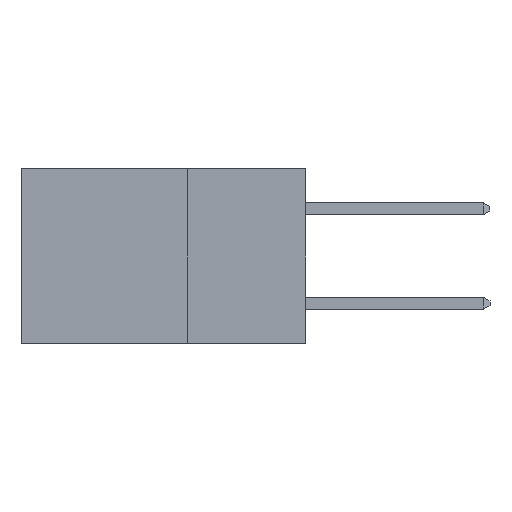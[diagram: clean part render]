
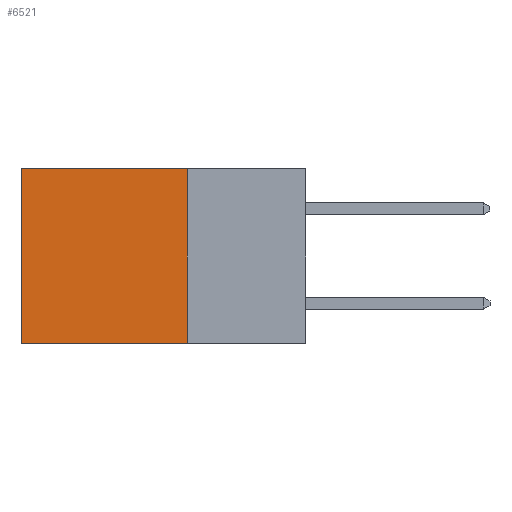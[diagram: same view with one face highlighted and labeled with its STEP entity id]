
A CAD part, left-side view. The second image highlights one B-rep face of the part: STEP entity #6521.
In plain terms, the highlighted planar face has unit normal (-1, 0, 0).
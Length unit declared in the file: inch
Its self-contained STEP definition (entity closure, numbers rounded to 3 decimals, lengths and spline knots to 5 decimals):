
#442 = EDGE_CURVE ( 'NONE', #2009, #2801, #4198, .T. ) ;
#848 = CARTESIAN_POINT ( 'NONE',  ( 0.2615, 0.25, -0.37 ) ) ;
#1204 = VECTOR ( 'NONE', #5837, 39.37008 ) ;
#1540 = VERTEX_POINT ( 'NONE', #4123 ) ;
#1775 = CARTESIAN_POINT ( 'NONE',  ( 0.2615, 0.25, -0.37 ) ) ;
#2009 = VERTEX_POINT ( 'NONE', #4882 ) ;
#2384 = VECTOR ( 'NONE', #8149, 39.37008 ) ;
#2428 = ORIENTED_EDGE ( 'NONE', *, *, #7071, .F. ) ;
#2601 = PLANE ( 'NONE',  #10495 ) ;
#2685 = ORIENTED_EDGE ( 'NONE', *, *, #3735, .T. ) ;
#2801 = VERTEX_POINT ( 'NONE', #5237 ) ;
#2883 = VECTOR ( 'NONE', #10366, 39.37008 ) ;
#3467 = EDGE_LOOP ( 'NONE', ( #6562, #8764, #2428, #2685 ) ) ;
#3735 = EDGE_CURVE ( 'NONE', #8788, #2009, #9442, .T. ) ;
#3832 = CARTESIAN_POINT ( 'NONE',  ( 0.2615, 0.6, -0.37 ) ) ;
#4123 = CARTESIAN_POINT ( 'NONE',  ( 0.2615, 0.25, -0.37 ) ) ;
#4198 = LINE ( 'NONE', #3832, #7004 ) ;
#4237 = DIRECTION ( 'NONE',  ( 1., 0., 0. ) ) ;
#4882 = CARTESIAN_POINT ( 'NONE',  ( 0.2615, 0.6, 0. ) ) ;
#4991 = EDGE_CURVE ( 'NONE', #1540, #2801, #7093, .T. ) ;
#5237 = CARTESIAN_POINT ( 'NONE',  ( 0.2615, 0.6, -0.37 ) ) ;
#5618 = LINE ( 'NONE', #848, #1204 ) ;
#5837 = DIRECTION ( 'NONE',  ( 0., 0., -1. ) ) ;
#6521 = ADVANCED_FACE ( 'NONE', ( #10237 ), #2601, .F. ) ;
#6562 = ORIENTED_EDGE ( 'NONE', *, *, #442, .T. ) ;
#7004 = VECTOR ( 'NONE', #7681, 39.37008 ) ;
#7071 = EDGE_CURVE ( 'NONE', #8788, #1540, #5618, .T. ) ;
#7093 = LINE ( 'NONE', #7343, #2384 ) ;
#7343 = CARTESIAN_POINT ( 'NONE',  ( 0.2615, 0.25, -0.37 ) ) ;
#7681 = DIRECTION ( 'NONE',  ( 0., 0., -1. ) ) ;
#8149 = DIRECTION ( 'NONE',  ( 0., 1., 0. ) ) ;
#8764 = ORIENTED_EDGE ( 'NONE', *, *, #4991, .F. ) ;
#8788 = VERTEX_POINT ( 'NONE', #9726 ) ;
#9442 = LINE ( 'NONE', #10476, #2883 ) ;
#9726 = CARTESIAN_POINT ( 'NONE',  ( 0.2615, 0.25, 0. ) ) ;
#9980 = DIRECTION ( 'NONE',  ( 0., 0., -1. ) ) ;
#10237 = FACE_OUTER_BOUND ( 'NONE', #3467, .T. ) ;
#10366 = DIRECTION ( 'NONE',  ( 0., 1., 0. ) ) ;
#10476 = CARTESIAN_POINT ( 'NONE',  ( 0.2615, 0.25, 0. ) ) ;
#10495 = AXIS2_PLACEMENT_3D ( 'NONE', #1775, #4237, #9980 ) ;
